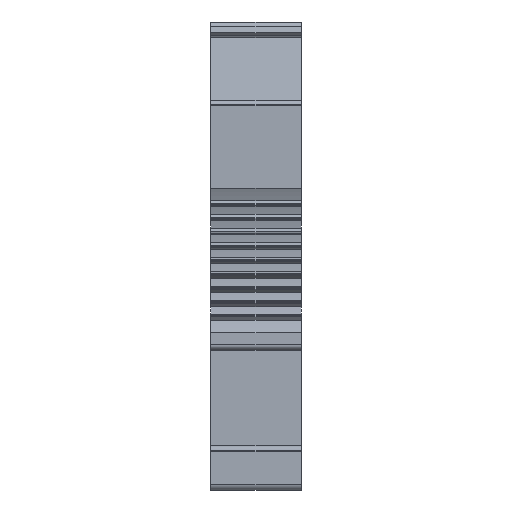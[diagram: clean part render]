
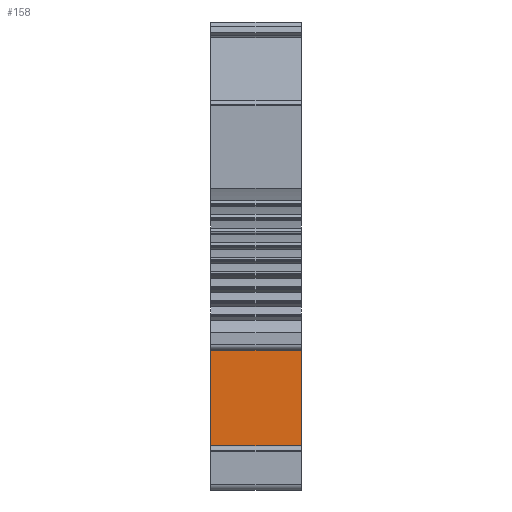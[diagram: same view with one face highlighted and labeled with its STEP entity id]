
A CAD part, front view. The second image highlights one B-rep face of the part: STEP entity #158.
In plain terms, the highlighted planar face has unit normal (0, -1, 0).
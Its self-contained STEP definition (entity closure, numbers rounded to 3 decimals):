
#158=ADVANCED_FACE('',(#549),#550,.T.);
#549=FACE_OUTER_BOUND('',#1105,.T.);
#550=PLANE('',#1106);
#1105=EDGE_LOOP('',(#2630,#2631,#2632,#2633));
#1106=AXIS2_PLACEMENT_3D('',#2634,#2635,#2636);
#2630=ORIENTED_EDGE('',*,*,#4377,.F.);
#2631=ORIENTED_EDGE('',*,*,#4177,.T.);
#2632=ORIENTED_EDGE('',*,*,#4378,.F.);
#2633=ORIENTED_EDGE('',*,*,#3984,.F.);
#2634=CARTESIAN_POINT('',(53.67,-28.768,-37.894));
#2635=DIRECTION('',(0.,-1.0,0.));
#2636=DIRECTION('',(1.0,0.0,0.));
#3984=EDGE_CURVE('',#4909,#4911,#4912,.T.);
#4177=EDGE_CURVE('',#5290,#5288,#5291,.T.);
#4377=EDGE_CURVE('',#5290,#4909,#5590,.T.);
#4378=EDGE_CURVE('',#4911,#5288,#5591,.T.);
#4909=VERTEX_POINT('',#6371);
#4911=VERTEX_POINT('',#6374);
#4912=LINE('',#6375,#6376);
#5288=VERTEX_POINT('',#6920);
#5290=VERTEX_POINT('',#6923);
#5291=LINE('',#6924,#6925);
#5590=LINE('',#7419,#7420);
#5591=LINE('',#7421,#7422);
#6371=CARTESIAN_POINT('',(45.52,-28.768,-40.4));
#6374=CARTESIAN_POINT('',(45.52,-28.768,-31.8));
#6375=CARTESIAN_POINT('',(45.52,-28.768,-40.4));
#6376=VECTOR('',#8366,8.6);
#6920=CARTESIAN_POINT('',(53.67,-28.768,-31.8));
#6923=CARTESIAN_POINT('',(53.67,-28.768,-40.4));
#6924=CARTESIAN_POINT('',(53.67,-28.768,-40.4));
#6925=VECTOR('',#8710,8.6);
#7419=CARTESIAN_POINT('',(53.67,-28.768,-40.4));
#7420=VECTOR('',#8993,8.15);
#7421=CARTESIAN_POINT('',(45.52,-28.768,-31.8));
#7422=VECTOR('',#8994,8.15);
#8366=DIRECTION('',(0.,0.,1.0));
#8710=DIRECTION('',(0.,0.,1.0));
#8993=DIRECTION('',(-1.0,0.0,0.));
#8994=DIRECTION('',(1.0,0.0,0.));
